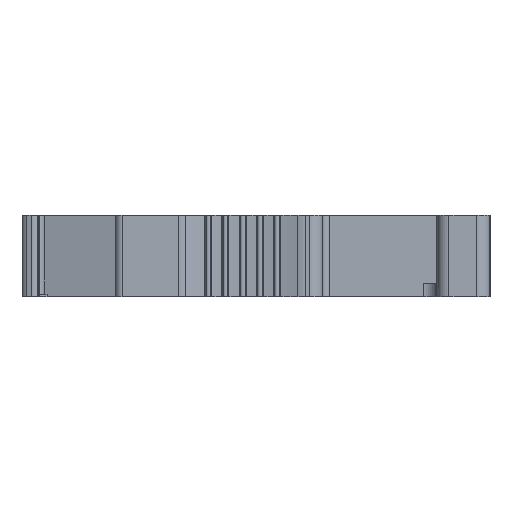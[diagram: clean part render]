
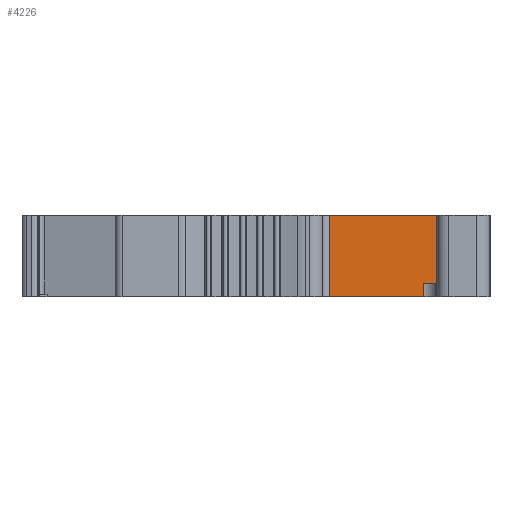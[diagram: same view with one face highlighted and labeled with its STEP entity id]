
A CAD part, left-side view. The second image highlights one B-rep face of the part: STEP entity #4226.
In plain terms, the highlighted planar face has unit normal (-1, 0, 0).
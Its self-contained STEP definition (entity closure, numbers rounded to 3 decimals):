
#4152=CARTESIAN_POINT('',(-9.959,-248.02,-90.557));
#4153=VERTEX_POINT('',#4152);
#4162=CARTESIAN_POINT('',(-9.959,-248.02,-95.707));
#4163=VERTEX_POINT('',#4162);
#4171=CARTESIAN_POINT('',(-9.959,-248.02,-90.557));
#4172=DIRECTION('',(0.,0.,-1.));
#4173=VECTOR('',#4172,5.15);
#4174=LINE('',#4171,#4173);
#4175=EDGE_CURVE('',#4153,#4163,#4174,.T.);
#4180=CARTESIAN_POINT('',(-9.959,-243.22,-93.632));
#4181=DIRECTION('',(0.,0.,-1.));
#4182=DIRECTION('',(1.,-0.,0.));
#4183=AXIS2_PLACEMENT_3D('',#4180,#4182,#4181);
#4184=PLANE('',#4183);
#4185=CARTESIAN_POINT('',(-9.959,-238.42,-96.707));
#4186=VERTEX_POINT('',#4185);
#4187=CARTESIAN_POINT('',(-9.959,-245.52,-96.707));
#4188=VERTEX_POINT('',#4187);
#4189=CARTESIAN_POINT('',(-9.959,-238.42,-96.707));
#4190=DIRECTION('',(0.,-1.,0.));
#4191=VECTOR('',#4190,7.1);
#4192=LINE('',#4189,#4191);
#4193=EDGE_CURVE('',#4186,#4188,#4192,.T.);
#4194=ORIENTED_EDGE('E15347',*,*,#4193,.F.);
#4195=CARTESIAN_POINT('',(-9.959,-238.42,-90.557));
#4196=VERTEX_POINT('',#4195);
#4197=CARTESIAN_POINT('',(-9.959,-238.42,-90.557));
#4198=DIRECTION('',(0.,0.,-1.));
#4199=VECTOR('',#4198,6.15);
#4200=LINE('',#4197,#4199);
#4201=EDGE_CURVE('',#4196,#4186,#4200,.T.);
#4202=ORIENTED_EDGE('E3442',*,*,#4201,.F.);
#4203=CARTESIAN_POINT('',(-9.959,-238.42,-90.557));
#4204=DIRECTION('',(0.,-1.,0.));
#4205=VECTOR('',#4204,9.6);
#4206=LINE('',#4203,#4205);
#4207=EDGE_CURVE('',#4196,#4153,#4206,.T.);
#4208=ORIENTED_EDGE('E13244',*,*,#4207,.T.);
#4209=ORIENTED_EDGE('E13244',*,*,#4175,.T.);
#4210=CARTESIAN_POINT('',(-9.959,-245.52,-95.707));
#4211=VERTEX_POINT('',#4210);
#4212=CARTESIAN_POINT('',(-9.959,-248.02,-95.707));
#4213=DIRECTION('',(0.,1.,0.));
#4214=VECTOR('',#4213,2.5);
#4215=LINE('',#4212,#4214);
#4216=EDGE_CURVE('',#4163,#4211,#4215,.T.);
#4217=ORIENTED_EDGE('E3443',*,*,#4216,.T.);
#4218=CARTESIAN_POINT('',(-9.959,-245.52,-95.707));
#4219=DIRECTION('',(0.,0.,-1.));
#4220=VECTOR('',#4219,1.);
#4221=LINE('',#4218,#4220);
#4222=EDGE_CURVE('',#4211,#4188,#4221,.T.);
#4223=ORIENTED_EDGE('E3444',*,*,#4222,.T.);
#4224=EDGE_LOOP('',(#4194,#4202,#4208,#4209,#4217,#4223));
#4225=FACE_OUTER_BOUND('',#4224,.F.);
#4226=ADVANCED_FACE('F171',(#4225),#4184,.F.);
